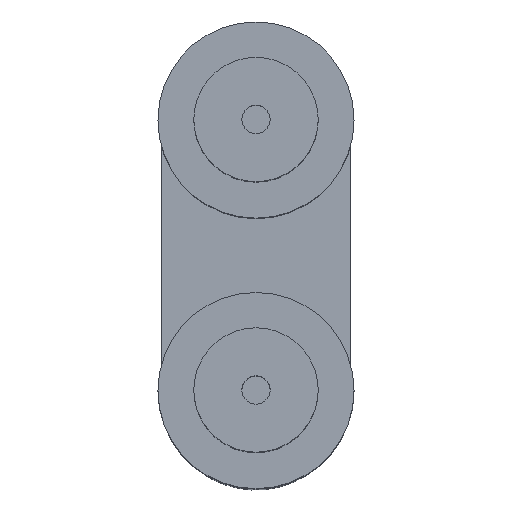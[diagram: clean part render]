
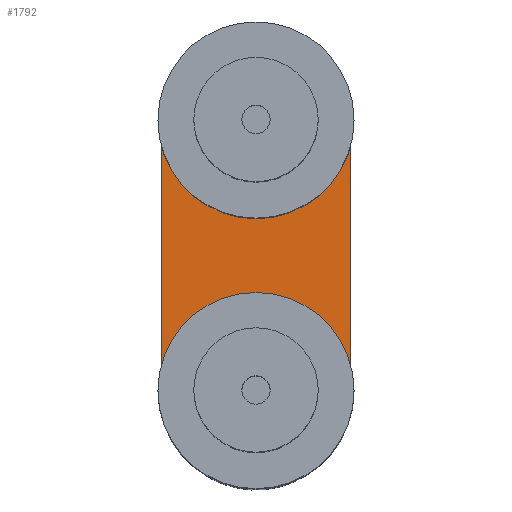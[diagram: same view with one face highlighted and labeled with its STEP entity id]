
A CAD part, top view. The second image highlights one B-rep face of the part: STEP entity #1792.
In plain terms, the highlighted planar face has unit normal (0, 0, 1).
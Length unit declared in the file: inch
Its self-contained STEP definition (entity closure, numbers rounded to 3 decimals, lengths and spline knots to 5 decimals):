
#463=DIRECTION('',(0.,-1.,0.));
#464=VECTOR('',#463,0.4);
#465=CARTESIAN_POINT('',(0.14001,0.20001,
0.8834));
#466=LINE('',#465,#464);
#483=CARTESIAN_POINT('',(0.00001,-0.19999,
0.8834));
#484=DIRECTION('',(0.,0.,1.));
#485=DIRECTION('',(-1.,0.,0.));
#486=AXIS2_PLACEMENT_3D('',#483,#484,#485);
#488=DIRECTION('',(0.,-1.,0.));
#489=VECTOR('',#488,0.4);
#490=CARTESIAN_POINT('',(-0.13999,0.20001,
0.8834));
#491=LINE('',#490,#489);
#492=CARTESIAN_POINT('',(0.00001,0.20001,
0.8834));
#493=DIRECTION('',(0.,0.,1.));
#494=DIRECTION('',(1.,0.,0.));
#495=AXIS2_PLACEMENT_3D('',#492,#493,#494);
#497=CARTESIAN_POINT('',(0.,-0.2,0.8834));
#498=DIRECTION('',(0.,0.,-1.));
#499=DIRECTION('',(-1.,0.,0.));
#500=AXIS2_PLACEMENT_3D('',#497,#498,#499);
#502=CARTESIAN_POINT('',(0.,-0.2,0.8834));
#503=DIRECTION('',(0.,0.,-1.));
#504=DIRECTION('',(1.,0.,0.));
#505=AXIS2_PLACEMENT_3D('',#502,#503,#504);
#507=CARTESIAN_POINT('',(0.,0.2,0.8834));
#508=DIRECTION('',(0.,0.,-1.));
#509=DIRECTION('',(-1.,0.,0.));
#510=AXIS2_PLACEMENT_3D('',#507,#508,#509);
#512=CARTESIAN_POINT('',(0.,0.2,0.8834));
#513=DIRECTION('',(0.,0.,-1.));
#514=DIRECTION('',(1.,0.,0.));
#515=AXIS2_PLACEMENT_3D('',#512,#513,#514);
#569=CARTESIAN_POINT('',(-0.13999,0.20001,
0.8834));
#570=VERTEX_POINT('',#569);
#571=CARTESIAN_POINT('',(0.14001,0.20001,
0.8834));
#572=VERTEX_POINT('',#571);
#573=CARTESIAN_POINT('',(-0.125,0.2,0.8834));
#575=VERTEX_POINT('',#573);
#577=CARTESIAN_POINT('',(0.125,0.2,0.8834));
#578=VERTEX_POINT('',#577);
#580=CARTESIAN_POINT('',(0.14001,-0.19999,
0.8834));
#581=VERTEX_POINT('',#580);
#584=CARTESIAN_POINT('',(-0.13999,-0.19999,
0.8834));
#585=VERTEX_POINT('',#584);
#588=CARTESIAN_POINT('',(0.125,-0.2,0.8834));
#590=VERTEX_POINT('',#588);
#598=CARTESIAN_POINT('',(-0.125,-0.2,0.8834));
#599=VERTEX_POINT('',#598);
#1769=CARTESIAN_POINT('',(0.00001,-0.19999,
0.8834));
#1770=DIRECTION('',(0.,0.,1.));
#1771=DIRECTION('',(1.,0.,0.));
#1772=AXIS2_PLACEMENT_3D('',#1769,#1770,#1771);
#1773=PLANE('',#1772);
#1774=ORIENTED_EDGE('',*,*,#1729,.F.);
#1775=ORIENTED_EDGE('',*,*,#1748,.F.);
#1776=ORIENTED_EDGE('',*,*,#1763,.F.);
#1777=ORIENTED_EDGE('',*,*,#1713,.T.);
#1778=EDGE_LOOP('',(#1774,#1775,#1776,#1777));
#1779=FACE_OUTER_BOUND('',#1778,.F.);
#1781=ORIENTED_EDGE('',*,*,#1780,.F.);
#1783=ORIENTED_EDGE('',*,*,#1782,.F.);
#1784=EDGE_LOOP('',(#1781,#1783));
#1785=FACE_BOUND('',#1784,.F.);
#1787=ORIENTED_EDGE('',*,*,#1786,.F.);
#1789=ORIENTED_EDGE('',*,*,#1788,.F.);
#1790=EDGE_LOOP('',(#1787,#1789));
#1791=FACE_BOUND('',#1790,.F.);
#1792=ADVANCED_FACE('',(#1779,#1785,#1791),#1773,.T.);
#487=CIRCLE('',#486,0.14);
#496=CIRCLE('',#495,0.14);
#501=CIRCLE('',#500,0.125);
#506=CIRCLE('',#505,0.125);
#511=CIRCLE('',#510,0.125);
#516=CIRCLE('',#515,0.125);
#1713=EDGE_CURVE('',#572,#581,#466,.T.);
#1729=EDGE_CURVE('',#585,#581,#487,.T.);
#1748=EDGE_CURVE('',#570,#585,#491,.T.);
#1763=EDGE_CURVE('',#572,#570,#496,.T.);
#1780=EDGE_CURVE('',#599,#590,#501,.T.);
#1782=EDGE_CURVE('',#590,#599,#506,.T.);
#1786=EDGE_CURVE('',#575,#578,#511,.T.);
#1788=EDGE_CURVE('',#578,#575,#516,.T.);
